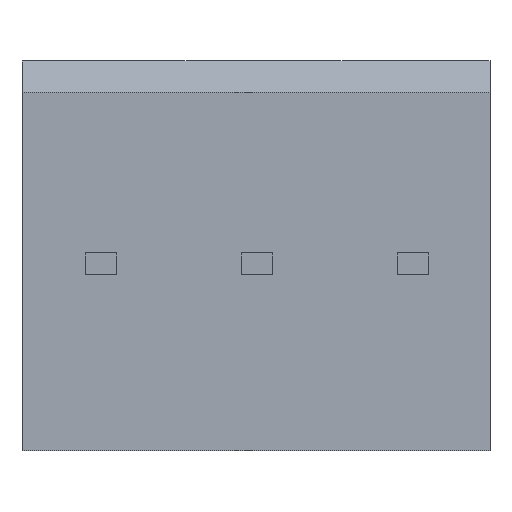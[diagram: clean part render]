
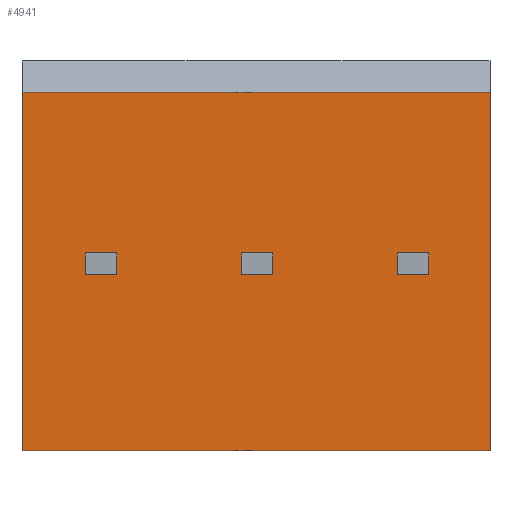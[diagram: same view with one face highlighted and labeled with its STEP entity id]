
A CAD part, front view. The second image highlights one B-rep face of the part: STEP entity #4941.
In plain terms, the highlighted planar face has unit normal (0, -1, 0).
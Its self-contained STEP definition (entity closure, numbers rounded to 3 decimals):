
#138=DIRECTION('',(0.,0.,-1.));
#139=VECTOR('',#138,11.5);
#140=CARTESIAN_POINT('',(-7.5,0.,-1.));
#141=LINE('',#140,#139);
#581=DIRECTION('',(1.,0.,0.));
#582=VECTOR('',#581,15.);
#583=CARTESIAN_POINT('',(-7.5,0.,-12.5));
#584=LINE('',#583,#582);
#1864=DIRECTION('',(1.,0.,0.));
#1865=VECTOR('',#1864,15.);
#1866=CARTESIAN_POINT('',(-7.5,0.,-1.));
#1867=LINE('',#1866,#1865);
#1868=DIRECTION('',(0.,0.,1.));
#1869=VECTOR('',#1868,0.7);
#1870=CARTESIAN_POINT('',(-4.46,0.,-6.85));
#1871=LINE('',#1870,#1869);
#1872=DIRECTION('',(-1.,0.,0.));
#1873=VECTOR('',#1872,1.);
#1874=CARTESIAN_POINT('',(-4.46,0.,-6.15));
#1875=LINE('',#1874,#1873);
#1876=DIRECTION('',(0.,0.,1.));
#1877=VECTOR('',#1876,0.7);
#1878=CARTESIAN_POINT('',(-5.46,0.,-6.85));
#1879=LINE('',#1878,#1877);
#1880=DIRECTION('',(-1.,0.,0.));
#1881=VECTOR('',#1880,1.);
#1882=CARTESIAN_POINT('',(-4.46,0.,-6.85));
#1883=LINE('',#1882,#1881);
#1884=DIRECTION('',(0.,0.,1.));
#1885=VECTOR('',#1884,0.7);
#1886=CARTESIAN_POINT('',(0.54,0.,-6.85));
#1887=LINE('',#1886,#1885);
#1888=DIRECTION('',(-1.,0.,0.));
#1889=VECTOR('',#1888,1.);
#1890=CARTESIAN_POINT('',(0.54,0.,-6.15));
#1891=LINE('',#1890,#1889);
#1892=DIRECTION('',(0.,0.,1.));
#1893=VECTOR('',#1892,0.7);
#1894=CARTESIAN_POINT('',(-0.46,0.,-6.85));
#1895=LINE('',#1894,#1893);
#1896=DIRECTION('',(-1.,0.,0.));
#1897=VECTOR('',#1896,1.);
#1898=CARTESIAN_POINT('',(0.54,0.,-6.85));
#1899=LINE('',#1898,#1897);
#1900=DIRECTION('',(0.,0.,1.));
#1901=VECTOR('',#1900,0.7);
#1902=CARTESIAN_POINT('',(5.54,0.,-6.85));
#1903=LINE('',#1902,#1901);
#1904=DIRECTION('',(-1.,0.,0.));
#1905=VECTOR('',#1904,1.);
#1906=CARTESIAN_POINT('',(5.54,0.,-6.15));
#1907=LINE('',#1906,#1905);
#1908=DIRECTION('',(0.,0.,1.));
#1909=VECTOR('',#1908,0.7);
#1910=CARTESIAN_POINT('',(4.54,0.,-6.85));
#1911=LINE('',#1910,#1909);
#1912=DIRECTION('',(-1.,0.,0.));
#1913=VECTOR('',#1912,1.);
#1914=CARTESIAN_POINT('',(5.54,0.,-6.85));
#1915=LINE('',#1914,#1913);
#1940=DIRECTION('',(0.,0.,-1.));
#1941=VECTOR('',#1940,11.5);
#1942=CARTESIAN_POINT('',(7.5,0.,-1.));
#1943=LINE('',#1942,#1941);
#2041=CARTESIAN_POINT('',(-7.5,0.,-1.));
#2043=VERTEX_POINT('',#2041);
#2044=CARTESIAN_POINT('',(-7.5,0.,-12.5));
#2045=VERTEX_POINT('',#2044);
#2055=CARTESIAN_POINT('',(7.5,0.,-1.));
#2057=VERTEX_POINT('',#2055);
#2058=CARTESIAN_POINT('',(7.5,0.,-12.5));
#2059=VERTEX_POINT('',#2058);
#2188=CARTESIAN_POINT('',(-4.46,0.,-6.85));
#2189=CARTESIAN_POINT('',(-4.46,0.,-6.15));
#2190=VERTEX_POINT('',#2188);
#2191=VERTEX_POINT('',#2189);
#2192=CARTESIAN_POINT('',(-5.46,0.,-6.85));
#2193=CARTESIAN_POINT('',(-5.46,0.,-6.15));
#2194=VERTEX_POINT('',#2192);
#2195=VERTEX_POINT('',#2193);
#2342=CARTESIAN_POINT('',(0.54,0.,-6.85));
#2343=VERTEX_POINT('',#2342);
#2344=CARTESIAN_POINT('',(0.54,0.,-6.15));
#2345=VERTEX_POINT('',#2344);
#2346=CARTESIAN_POINT('',(-0.46,0.,-6.85));
#2347=VERTEX_POINT('',#2346);
#2348=CARTESIAN_POINT('',(-0.46,0.,-6.15));
#2349=VERTEX_POINT('',#2348);
#2516=CARTESIAN_POINT('',(5.54,0.,-6.85));
#2517=VERTEX_POINT('',#2516);
#2518=CARTESIAN_POINT('',(5.54,0.,-6.15));
#2519=VERTEX_POINT('',#2518);
#2520=CARTESIAN_POINT('',(4.54,0.,-6.85));
#2521=VERTEX_POINT('',#2520);
#2522=CARTESIAN_POINT('',(4.54,0.,-6.15));
#2523=VERTEX_POINT('',#2522);
#4899=CARTESIAN_POINT('',(-7.5,0.,-1.));
#4900=DIRECTION('',(0.,-1.,0.));
#4901=DIRECTION('',(0.,0.,-1.));
#4902=AXIS2_PLACEMENT_3D('',#4899,#4900,#4901);
#4903=PLANE('',#4902);
#4904=ORIENTED_EDGE('',*,*,#2597,.F.);
#4905=ORIENTED_EDGE('',*,*,#2622,.T.);
#4907=ORIENTED_EDGE('',*,*,#4906,.T.);
#4908=ORIENTED_EDGE('',*,*,#3135,.F.);
#4909=EDGE_LOOP('',(#4904,#4905,#4907,#4908));
#4910=FACE_OUTER_BOUND('',#4909,.F.);
#4912=ORIENTED_EDGE('',*,*,#4911,.T.);
#4914=ORIENTED_EDGE('',*,*,#4913,.T.);
#4916=ORIENTED_EDGE('',*,*,#4915,.F.);
#4918=ORIENTED_EDGE('',*,*,#4917,.F.);
#4919=EDGE_LOOP('',(#4912,#4914,#4916,#4918));
#4920=FACE_BOUND('',#4919,.F.);
#4922=ORIENTED_EDGE('',*,*,#4921,.T.);
#4924=ORIENTED_EDGE('',*,*,#4923,.T.);
#4926=ORIENTED_EDGE('',*,*,#4925,.F.);
#4928=ORIENTED_EDGE('',*,*,#4927,.F.);
#4929=EDGE_LOOP('',(#4922,#4924,#4926,#4928));
#4930=FACE_BOUND('',#4929,.F.);
#4932=ORIENTED_EDGE('',*,*,#4931,.T.);
#4934=ORIENTED_EDGE('',*,*,#4933,.T.);
#4936=ORIENTED_EDGE('',*,*,#4935,.F.);
#4938=ORIENTED_EDGE('',*,*,#4937,.F.);
#4939=EDGE_LOOP('',(#4932,#4934,#4936,#4938));
#4940=FACE_BOUND('',#4939,.F.);
#2597=EDGE_CURVE('',#2043,#2045,#141,.T.);
#2622=EDGE_CURVE('',#2043,#2057,#1867,.T.);
#3135=EDGE_CURVE('',#2045,#2059,#584,.T.);
#4906=EDGE_CURVE('',#2057,#2059,#1943,.T.);
#4911=EDGE_CURVE('',#2190,#2191,#1871,.T.);
#4913=EDGE_CURVE('',#2191,#2195,#1875,.T.);
#4915=EDGE_CURVE('',#2194,#2195,#1879,.T.);
#4917=EDGE_CURVE('',#2190,#2194,#1883,.T.);
#4921=EDGE_CURVE('',#2343,#2345,#1887,.T.);
#4923=EDGE_CURVE('',#2345,#2349,#1891,.T.);
#4925=EDGE_CURVE('',#2347,#2349,#1895,.T.);
#4927=EDGE_CURVE('',#2343,#2347,#1899,.T.);
#4931=EDGE_CURVE('',#2517,#2519,#1903,.T.);
#4933=EDGE_CURVE('',#2519,#2523,#1907,.T.);
#4935=EDGE_CURVE('',#2521,#2523,#1911,.T.);
#4937=EDGE_CURVE('',#2517,#2521,#1915,.T.);
#4941=ADVANCED_FACE('',(#4910,#4920,#4930,#4940),#4903,.T.);
